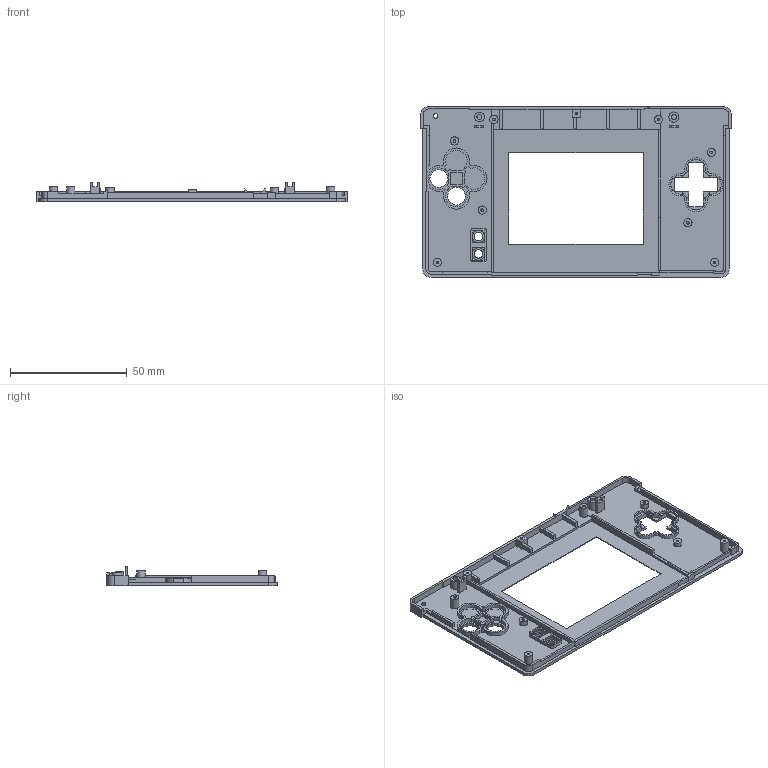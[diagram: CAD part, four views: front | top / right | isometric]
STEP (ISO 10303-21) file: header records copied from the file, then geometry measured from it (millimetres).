
FILE_DESCRIPTION(/* description */ (''),/* implementation_level */ '2;1');
FILE_NAME(/* name */ 'Faceplate.step',/* time_stamp */ '2016-08-25T19:14:41-07:00',/* author */ (''),/* organization */ (''),/* preprocessor_version */ 'ST-DEVELOPER v16.5',/* originating_system */ 'Autodesk Translation Framework v5.1.0.2740',/* authorisation */ '');
FILE_SCHEMA (('AUTOMOTIVE_DESIGN { 1 0 10303 214 3 1 1 }'));
Length unit declared in the file: centimetre
Products named in the file (2): Faceplate v16; Main
Assembly tree (1 placements, depth 2):
  Faceplate v16
    Main
Bounding box: 133 x 73.15 x 8.2 mm (x, y, z)
Volume: 9833 mm3; surface area: 19767.3 mm2
Topology: 1 solids, 4 shells, 372 faces, 999 edges, 659 vertices
Faces by surface type: plane 272, cylinder 91, cone 9
Full cylindrical faces by diameter (mm): 1.15 x9, 2 x1, 2.15 x2, 3.5 x8, 3.65 x2, 4.2 x1, 4.35 x1, 5.35 x2, 7.55 x6
Entity records: 11167 total; most frequent: CARTESIAN_POINT 1935, DIRECTION 1880, ORIENTED_EDGE 1858, EDGE_CURVE 929, LINE 728, VECTOR 728, VERTEX_POINT 631, AXIS2_PLACEMENT_3D 576
